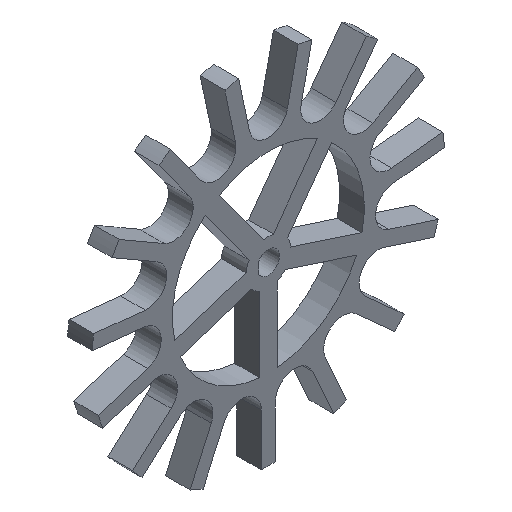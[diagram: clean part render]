
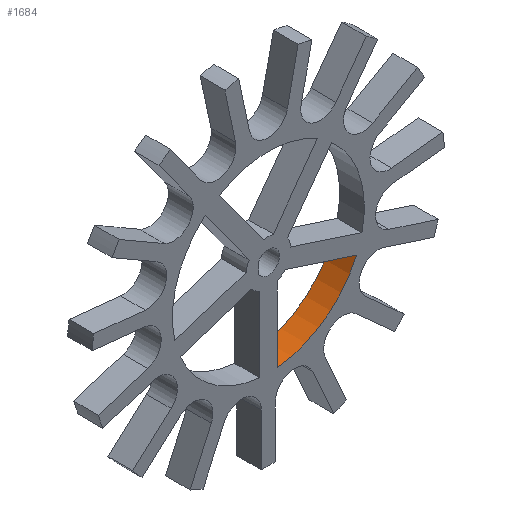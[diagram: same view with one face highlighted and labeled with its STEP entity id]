
A CAD part, isometric view. The second image highlights one B-rep face of the part: STEP entity #1684.
In plain terms, the highlighted cylindrical face has radius 27.198 mm (diameter 54.396 mm), a partial arc.
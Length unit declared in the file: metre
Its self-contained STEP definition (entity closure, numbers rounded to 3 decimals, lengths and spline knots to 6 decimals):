
#54=CYLINDRICAL_SURFACE('',#1863,0.027198);
#98=CIRCLE('',#1748,0.027198);
#102=CIRCLE('',#1753,0.027198);
#603=ORIENTED_EDGE('',*,*,#812,.T.);
#604=ORIENTED_EDGE('',*,*,#726,.F.);
#605=ORIENTED_EDGE('',*,*,#654,.F.);
#606=ORIENTED_EDGE('',*,*,#732,.F.);
#654=EDGE_CURVE('',#900,#898,#1064,.T.);
#726=EDGE_CURVE('',#898,#967,#98,.T.);
#732=EDGE_CURVE('',#973,#900,#102,.T.);
#812=EDGE_CURVE('',#973,#967,#1140,.T.);
#898=VERTEX_POINT('',#2409);
#900=VERTEX_POINT('',#2413);
#967=VERTEX_POINT('',#2552);
#973=VERTEX_POINT('',#2567);
#1064=LINE('',#2414,#1228);
#1140=LINE('',#2720,#1304);
#1228=VECTOR('',#1902,1.);
#1304=VECTOR('',#2150,1.);
#1461=EDGE_LOOP('',(#603,#604,#605,#606));
#1557=FACE_BOUND('',#1461,.T.);
#1684=ADVANCED_FACE('',(#1557),#54,.F.);
#1748=AXIS2_PLACEMENT_3D('',#2555,#2013,#2014);
#1753=AXIS2_PLACEMENT_3D('',#2566,#2025,#2026);
#1863=AXIS2_PLACEMENT_3D('',#2854,#2351,#2352);
#1902=DIRECTION('',(0.,1.,0.));
#2013=DIRECTION('',(0.,-1.,0.));
#2014=DIRECTION('',(1.,0.,0.));
#2025=DIRECTION('',(0.,1.,0.));
#2026=DIRECTION('',(1.,0.,0.));
#2150=DIRECTION('',(0.,1.,0.));
#2351=DIRECTION('',(0.,1.,0.));
#2352=DIRECTION('',(1.,0.,0.));
#2409=CARTESIAN_POINT('',(0.0025,0.006,-0.027083));
#2413=CARTESIAN_POINT('',(0.0025,-0.001,-0.027083));
#2414=CARTESIAN_POINT('',(0.0025,0.,-0.027083));
#2552=CARTESIAN_POINT('',(0.024985,0.006,-0.010747));
#2555=CARTESIAN_POINT('',(0.,0.006,0.));
#2566=CARTESIAN_POINT('',(0.,-0.001,0.));
#2567=CARTESIAN_POINT('',(0.024985,-0.001,-0.010747));
#2720=CARTESIAN_POINT('',(0.024985,0.,-0.010747));
#2854=CARTESIAN_POINT('',(0.,0.,0.));
